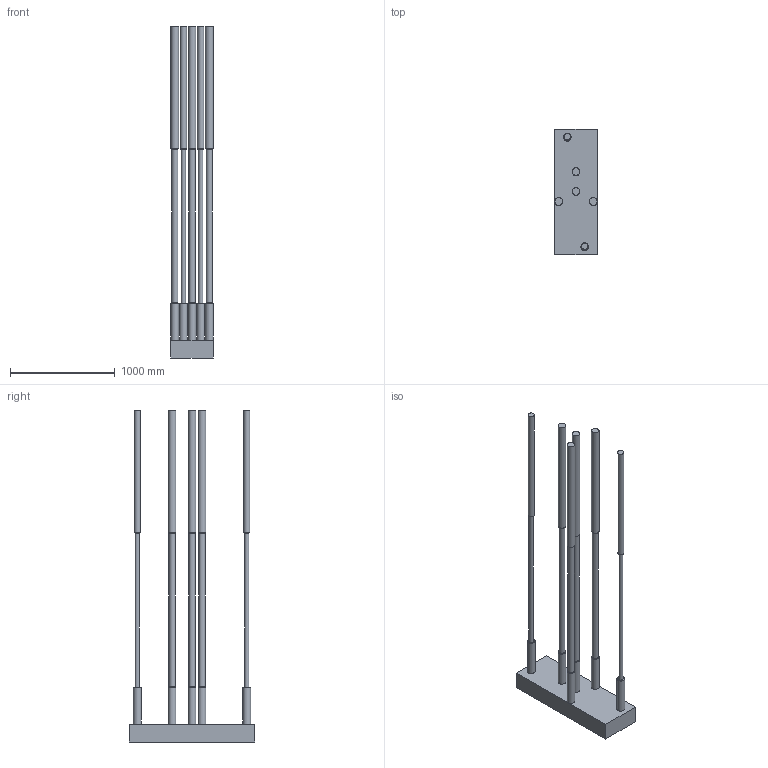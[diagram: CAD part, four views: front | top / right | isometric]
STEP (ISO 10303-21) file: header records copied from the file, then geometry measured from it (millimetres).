
FILE_DESCRIPTION(/* description */ ('STEP AP214'),/* implementation_level */ '2;1');
FILE_NAME(/* name */ '6138afd303ce10062830f534',/* time_stamp */ '2021-09-08T12:43:00+00:00',/* author */ (''),/* organization */ (''),/* preprocessor_version */ 'ST-DEVELOPER v18.1',/* originating_system */ ' ',/* authorisation */ ' ');
FILE_SCHEMA (('AUTOMOTIVE_DESIGN {1 0 10303 214 3 1 1}'));
Length unit declared in the file: metre
Products named in the file (1): helium
Bounding box: 405.39 x 1204.91 x 3176.59 mm (x, y, z)
Volume: 140976873.8 mm3; surface area: 5088513.4 mm2
Topology: 1 solids, 1 shells, 42 faces, 88 edges, 56 vertices
Faces by surface type: cylinder 18, plane 14, cone 10
Full cylindrical faces by diameter (mm): 42.672 x2, 60.706 x6, 73.66 x10
Entity records: 906 total; most frequent: DIRECTION 170, CARTESIAN_POINT 135, ORIENTED_EDGE 96, AXIS2_PLACEMENT_3D 79, EDGE_LOOP 78, FACE_BOUND 78, EDGE_CURVE 48, VERTEX_POINT 44
